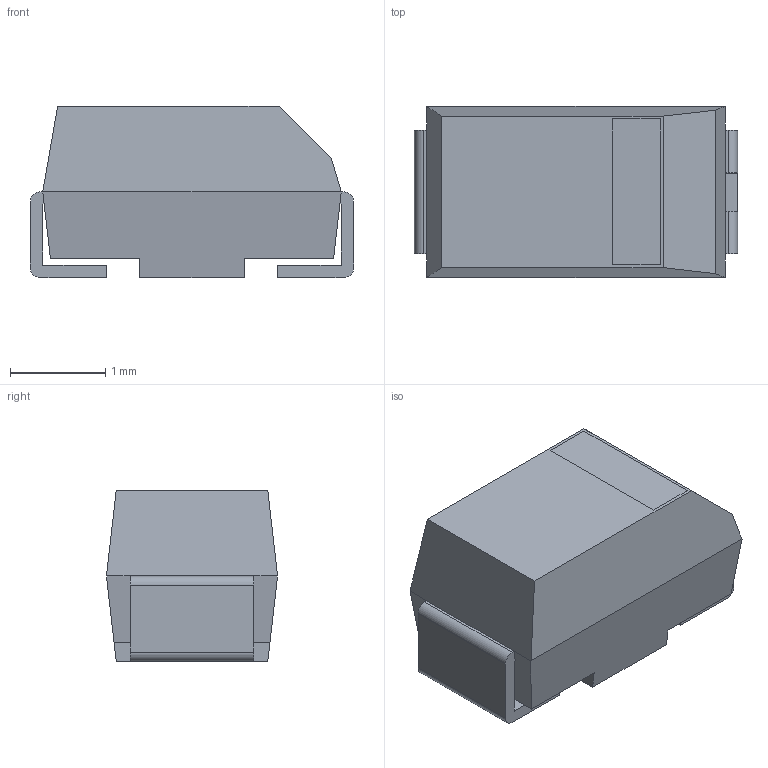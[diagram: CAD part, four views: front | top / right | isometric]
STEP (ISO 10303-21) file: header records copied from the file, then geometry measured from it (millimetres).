
FILE_DESCRIPTION(('FreeCAD Model'),'2;1');
FILE_NAME('Open CASCADE Shape Model','2021-09-22T11:06:01',( 'kicad StepUp'),('ksu MCAD'),'Open CASCADE STEP processor 7.5', 'FreeCAD','Unknown');
FILE_SCHEMA(('AUTOMOTIVE_DESIGN { 1 0 10303 214 1 1 1 1 }'));
Length unit declared in the file: millimetre
Products named in the file (1): C_TANT_1206_3216Metric
Bounding box: 3.4 x 1.8 x 1.8 mm (x, y, z)
Volume: 8.8 mm3; surface area: 33.6 mm2
Topology: 1 solids, 1 shells, 44 faces, 246 edges, 326 vertices
Faces by surface type: plane 39, cylinder 5
Entity records: 3262 total; most frequent: CARTESIAN_POINT 617, DIRECTION 356, ORIENTED_EDGE 246, LINE 226, VECTOR 226, EDGE_CURVE 123, TRIMMED_CURVE 123, GEOMETRIC_CURVE_SET 120
